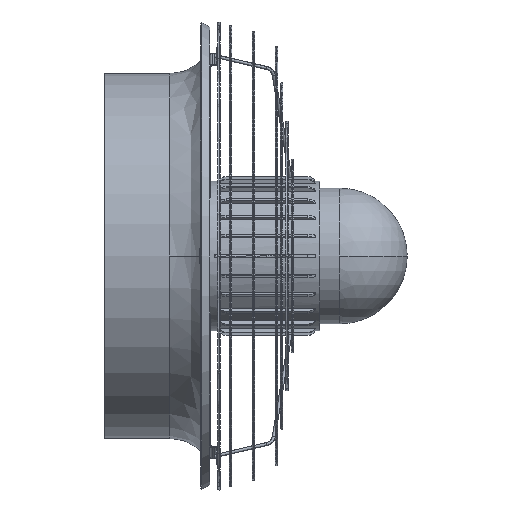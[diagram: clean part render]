
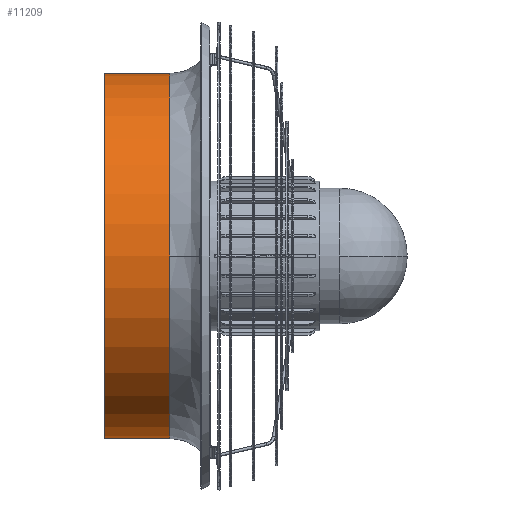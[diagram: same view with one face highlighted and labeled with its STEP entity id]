
A CAD part, front view. The second image highlights one B-rep face of the part: STEP entity #11209.
In plain terms, the highlighted cylindrical face has radius 207 mm (diameter 414 mm), a partial arc.
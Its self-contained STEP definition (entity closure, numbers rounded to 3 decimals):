
#111 = DIRECTION ( 'NONE',  ( -1., 0., 0. ) ) ;
#250 = DIRECTION ( 'NONE',  ( 0., 0., -1. ) ) ;
#1095 = CYLINDRICAL_SURFACE ( 'NONE', #9377, 207. ) ;
#1523 = VECTOR ( 'NONE', #111, 1000. ) ;
#3141 = CARTESIAN_POINT ( 'NONE',  ( 646.036, 852.5, 0. ) ) ;
#5929 = EDGE_CURVE ( 'NONE', #33030, #10823, #36721, .T. ) ;
#6609 = ORIENTED_EDGE ( 'NONE', *, *, #5929, .T. ) ;
#7495 = AXIS2_PLACEMENT_3D ( 'NONE', #40445, #27809, #34475 ) ;
#8038 = AXIS2_PLACEMENT_3D ( 'NONE', #13618, #30867, #14584 ) ;
#8232 = EDGE_CURVE ( 'NONE', #12422, #38031, #35341, .T. ) ;
#8316 = ORIENTED_EDGE ( 'NONE', *, *, #39558, .T. ) ;
#8992 = EDGE_CURVE ( 'NONE', #33030, #34802, #23036, .T. ) ;
#9377 = AXIS2_PLACEMENT_3D ( 'NONE', #10549, #36620, #17378 ) ;
#10135 = DIRECTION ( 'NONE',  ( -1., 0., 0. ) ) ;
#10549 = CARTESIAN_POINT ( 'NONE',  ( 609.036, 852.5, 0. ) ) ;
#10823 = VERTEX_POINT ( 'NONE', #40923 ) ;
#10825 = FACE_OUTER_BOUND ( 'NONE', #23446, .T. ) ;
#11209 = ADVANCED_FACE ( 'NONE', ( #10825 ), #1095, .T. ) ;
#12422 = VERTEX_POINT ( 'NONE', #39566 ) ;
#13618 = CARTESIAN_POINT ( 'NONE',  ( 572.036, 852.5, 0. ) ) ;
#14016 = CIRCLE ( 'NONE', #8038, 207. ) ;
#14429 = VECTOR ( 'NONE', #24126, 1000. ) ;
#14584 = DIRECTION ( 'NONE',  ( 0., 0., -1. ) ) ;
#15739 = CARTESIAN_POINT ( 'NONE',  ( 572.036, 852.5, 207. ) ) ;
#17378 = DIRECTION ( 'NONE',  ( 0., 0., -1. ) ) ;
#21277 = CIRCLE ( 'NONE', #23133, 207. ) ;
#23036 = LINE ( 'NONE', #28362, #1523 ) ;
#23133 = AXIS2_PLACEMENT_3D ( 'NONE', #3141, #10135, #250 ) ;
#23446 = EDGE_LOOP ( 'NONE', ( #6609, #8316, #34073, #32604, #39347 ) ) ;
#24126 = DIRECTION ( 'NONE',  ( -1., 0., 0. ) ) ;
#27756 = CARTESIAN_POINT ( 'NONE',  ( 572.036, 852.5, -207. ) ) ;
#27809 = DIRECTION ( 'NONE',  ( -1., 0., 0. ) ) ;
#28362 = CARTESIAN_POINT ( 'NONE',  ( 609.036, 852.5, -207. ) ) ;
#29944 = EDGE_CURVE ( 'NONE', #38031, #34802, #14016, .T. ) ;
#30867 = DIRECTION ( 'NONE',  ( 1., 0., 0. ) ) ;
#32604 = ORIENTED_EDGE ( 'NONE', *, *, #29944, .T. ) ;
#33030 = VERTEX_POINT ( 'NONE', #38019 ) ;
#34073 = ORIENTED_EDGE ( 'NONE', *, *, #8232, .T. ) ;
#34475 = DIRECTION ( 'NONE',  ( 0., 0., -1. ) ) ;
#34802 = VERTEX_POINT ( 'NONE', #27756 ) ;
#35341 = LINE ( 'NONE', #40307, #14429 ) ;
#36620 = DIRECTION ( 'NONE',  ( -1., 0., 0. ) ) ;
#36721 = CIRCLE ( 'NONE', #7495, 207. ) ;
#38019 = CARTESIAN_POINT ( 'NONE',  ( 646.036, 852.5, -207. ) ) ;
#38031 = VERTEX_POINT ( 'NONE', #15739 ) ;
#39347 = ORIENTED_EDGE ( 'NONE', *, *, #8992, .F. ) ;
#39558 = EDGE_CURVE ( 'NONE', #10823, #12422, #21277, .T. ) ;
#39566 = CARTESIAN_POINT ( 'NONE',  ( 646.036, 852.5, 207. ) ) ;
#40307 = CARTESIAN_POINT ( 'NONE',  ( 609.036, 852.5, 207. ) ) ;
#40445 = CARTESIAN_POINT ( 'NONE',  ( 646.036, 852.5, 0. ) ) ;
#40923 = CARTESIAN_POINT ( 'NONE',  ( 646.036, 645.5, 0. ) ) ;
